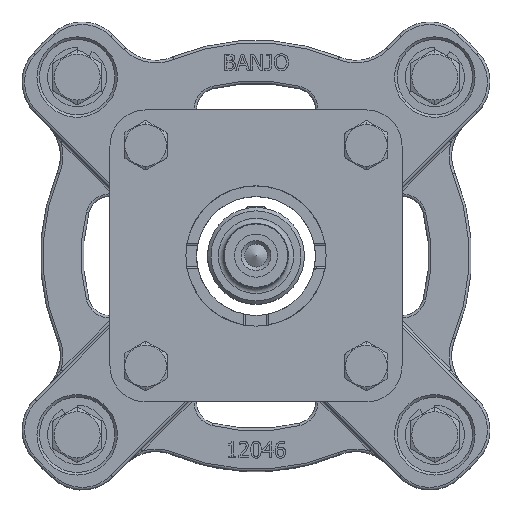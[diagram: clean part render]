
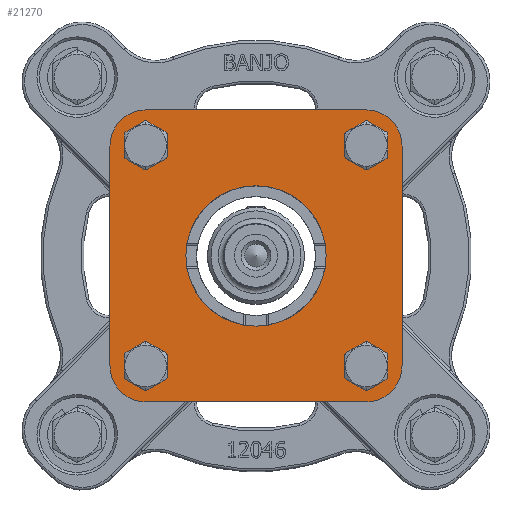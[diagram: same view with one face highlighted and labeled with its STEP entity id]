
A CAD part, top view. The second image highlights one B-rep face of the part: STEP entity #21270.
In plain terms, the highlighted planar face has unit normal (0, 0, 1).
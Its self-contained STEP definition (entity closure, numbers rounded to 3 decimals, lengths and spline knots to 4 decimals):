
#1881=FACE_BOUND('',#7113,.T.);
#1882=FACE_BOUND('',#7114,.T.);
#1883=FACE_BOUND('',#7115,.T.);
#1884=FACE_BOUND('',#7116,.T.);
#1885=FACE_BOUND('',#7117,.T.);
#2739=LINE('',#52018,#4017);
#2743=LINE('',#52030,#4021);
#2747=LINE('',#52042,#4025);
#2751=LINE('',#52053,#4029);
#4017=VECTOR('',#28008,0.3937);
#4021=VECTOR('',#28020,0.3937);
#4025=VECTOR('',#28032,0.3937);
#4029=VECTOR('',#28044,0.3937);
#4749=PLANE('',#23452);
#5709=FACE_OUTER_BOUND('',#7112,.T.);
#7112=EDGE_LOOP('',(#18341,#18342,#18343,#18344,#18345,#18346,#18347,#18348));
#7113=EDGE_LOOP('',(#18349));
#7114=EDGE_LOOP('',(#18350));
#7115=EDGE_LOOP('',(#18351));
#7116=EDGE_LOOP('',(#18352));
#7117=EDGE_LOOP('',(#18353));
#8392=CIRCLE('',#23423,0.815);
#8394=CIRCLE('',#23426,0.1615);
#8396=CIRCLE('',#23429,0.1615);
#8398=CIRCLE('',#23432,0.1615);
#8400=CIRCLE('',#23435,0.1615);
#8401=CIRCLE('',#23437,0.42);
#8403=CIRCLE('',#23441,0.42);
#8405=CIRCLE('',#23445,0.42);
#8407=CIRCLE('',#23449,0.42);
#10081=VERTEX_POINT('',#51980);
#10083=VERTEX_POINT('',#51986);
#10085=VERTEX_POINT('',#51992);
#10087=VERTEX_POINT('',#51998);
#10089=VERTEX_POINT('',#52004);
#10090=VERTEX_POINT('',#52008);
#10091=VERTEX_POINT('',#52009);
#10094=VERTEX_POINT('',#52017);
#10096=VERTEX_POINT('',#52023);
#10098=VERTEX_POINT('',#52029);
#10100=VERTEX_POINT('',#52035);
#10102=VERTEX_POINT('',#52041);
#10104=VERTEX_POINT('',#52047);
#12865=EDGE_CURVE('',#10081,#10081,#8392,.T.);
#12868=EDGE_CURVE('',#10083,#10083,#8394,.T.);
#12871=EDGE_CURVE('',#10085,#10085,#8396,.T.);
#12874=EDGE_CURVE('',#10087,#10087,#8398,.T.);
#12877=EDGE_CURVE('',#10089,#10089,#8400,.T.);
#12878=EDGE_CURVE('',#10090,#10091,#8401,.T.);
#12882=EDGE_CURVE('',#10091,#10094,#2739,.T.);
#12885=EDGE_CURVE('',#10094,#10096,#8403,.T.);
#12888=EDGE_CURVE('',#10096,#10098,#2743,.T.);
#12891=EDGE_CURVE('',#10098,#10100,#8405,.T.);
#12894=EDGE_CURVE('',#10100,#10102,#2747,.T.);
#12897=EDGE_CURVE('',#10102,#10104,#8407,.T.);
#12900=EDGE_CURVE('',#10104,#10090,#2751,.T.);
#18341=ORIENTED_EDGE('',*,*,#12878,.F.);
#18342=ORIENTED_EDGE('',*,*,#12900,.F.);
#18343=ORIENTED_EDGE('',*,*,#12897,.F.);
#18344=ORIENTED_EDGE('',*,*,#12894,.F.);
#18345=ORIENTED_EDGE('',*,*,#12891,.F.);
#18346=ORIENTED_EDGE('',*,*,#12888,.F.);
#18347=ORIENTED_EDGE('',*,*,#12885,.F.);
#18348=ORIENTED_EDGE('',*,*,#12882,.F.);
#18349=ORIENTED_EDGE('',*,*,#12865,.T.);
#18350=ORIENTED_EDGE('',*,*,#12868,.T.);
#18351=ORIENTED_EDGE('',*,*,#12871,.T.);
#18352=ORIENTED_EDGE('',*,*,#12874,.T.);
#18353=ORIENTED_EDGE('',*,*,#12877,.T.);
#21270=ADVANCED_FACE('',(#5709,#1881,#1882,#1883,#1884,#1885),#4749,.T.);
#23423=AXIS2_PLACEMENT_3D('',#51982,#27968,#27969);
#23426=AXIS2_PLACEMENT_3D('',#51988,#27975,#27976);
#23429=AXIS2_PLACEMENT_3D('',#51994,#27982,#27983);
#23432=AXIS2_PLACEMENT_3D('',#52000,#27989,#27990);
#23435=AXIS2_PLACEMENT_3D('',#52006,#27996,#27997);
#23437=AXIS2_PLACEMENT_3D('',#52010,#28000,#28001);
#23441=AXIS2_PLACEMENT_3D('',#52024,#28013,#28014);
#23445=AXIS2_PLACEMENT_3D('',#52036,#28025,#28026);
#23449=AXIS2_PLACEMENT_3D('',#52048,#28037,#28038);
#23452=AXIS2_PLACEMENT_3D('',#52055,#28046,#28047);
#27968=DIRECTION('center_axis',(0.,0.,-1.));
#27969=DIRECTION('ref_axis',(-1.,0.,0.));
#27975=DIRECTION('center_axis',(0.,0.,-1.));
#27976=DIRECTION('ref_axis',(-1.,0.,0.));
#27982=DIRECTION('center_axis',(0.,0.,-1.));
#27983=DIRECTION('ref_axis',(-1.,0.,0.));
#27989=DIRECTION('center_axis',(0.,0.,-1.));
#27990=DIRECTION('ref_axis',(-1.,0.,0.));
#27996=DIRECTION('center_axis',(0.,0.,-1.));
#27997=DIRECTION('ref_axis',(-1.,0.,0.));
#28000=DIRECTION('center_axis',(0.,0.,-1.));
#28001=DIRECTION('ref_axis',(-1.,0.,0.));
#28008=DIRECTION('',(0.,-1.,0.));
#28013=DIRECTION('center_axis',(0.,0.,-1.));
#28014=DIRECTION('ref_axis',(0.,1.,0.));
#28020=DIRECTION('',(-1.,0.,0.));
#28025=DIRECTION('center_axis',(0.,0.,-1.));
#28026=DIRECTION('ref_axis',(1.,0.,0.));
#28032=DIRECTION('',(0.,1.,0.));
#28037=DIRECTION('center_axis',(0.,0.,-1.));
#28038=DIRECTION('ref_axis',(0.,-1.,0.));
#28044=DIRECTION('',(1.,0.,0.));
#28046=DIRECTION('center_axis',(0.,0.,1.));
#28047=DIRECTION('ref_axis',(1.,0.,0.));
#51980=CARTESIAN_POINT('',(0.815,0.,0.0313));
#51982=CARTESIAN_POINT('Origin',(0.,0.,0.0313));
#51986=CARTESIAN_POINT('',(-1.1201,-1.2816,0.0313));
#51988=CARTESIAN_POINT('Origin',(-1.2816,-1.2816,0.0313));
#51992=CARTESIAN_POINT('',(1.4431,-1.2816,0.0313));
#51994=CARTESIAN_POINT('Origin',(1.2816,-1.2816,0.0313));
#51998=CARTESIAN_POINT('',(1.4431,1.2816,0.0313));
#52000=CARTESIAN_POINT('Origin',(1.2816,1.2816,0.0313));
#52004=CARTESIAN_POINT('',(-1.1201,1.2816,0.0313));
#52006=CARTESIAN_POINT('Origin',(-1.2816,1.2816,0.0313));
#52008=CARTESIAN_POINT('',(1.2765,1.6965,0.0313));
#52009=CARTESIAN_POINT('',(1.6965,1.2765,0.0313));
#52010=CARTESIAN_POINT('Origin',(1.2765,1.2765,0.0313));
#52017=CARTESIAN_POINT('',(1.6965,-1.2765,0.0313));
#52018=CARTESIAN_POINT('',(1.6965,1.2765,0.0313));
#52023=CARTESIAN_POINT('',(1.2765,-1.6965,0.0313));
#52024=CARTESIAN_POINT('Origin',(1.2765,-1.2765,0.0313));
#52029=CARTESIAN_POINT('',(-1.2765,-1.6965,0.0313));
#52030=CARTESIAN_POINT('',(1.2765,-1.6965,0.0313));
#52035=CARTESIAN_POINT('',(-1.6965,-1.2765,0.0313));
#52036=CARTESIAN_POINT('Origin',(-1.2765,-1.2765,0.0313));
#52041=CARTESIAN_POINT('',(-1.6965,1.2765,0.0313));
#52042=CARTESIAN_POINT('',(-1.6965,-1.2765,0.0313));
#52047=CARTESIAN_POINT('',(-1.2765,1.6965,0.0313));
#52048=CARTESIAN_POINT('Origin',(-1.2765,1.2765,0.0313));
#52053=CARTESIAN_POINT('',(-1.2765,1.6965,0.0313));
#52055=CARTESIAN_POINT('Origin',(0.,0.,
0.0313));
